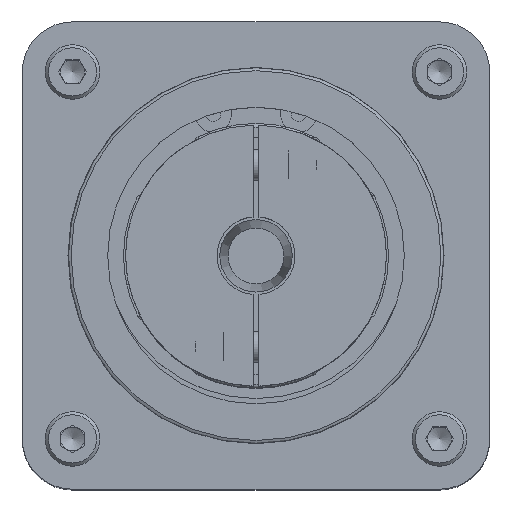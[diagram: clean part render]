
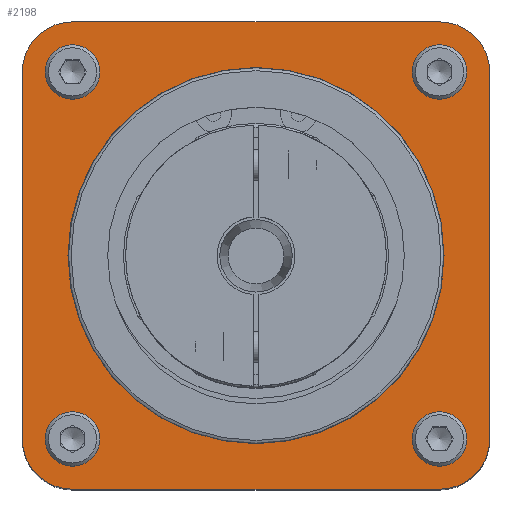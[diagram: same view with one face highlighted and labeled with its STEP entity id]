
A CAD part, top view. The second image highlights one B-rep face of the part: STEP entity #2198.
In plain terms, the highlighted planar face has unit normal (0, 0, 1).
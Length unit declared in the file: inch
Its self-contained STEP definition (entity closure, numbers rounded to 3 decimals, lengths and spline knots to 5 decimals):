
#61 = EDGE_LOOP ( 'NONE', ( #5339, #169, #5047, #5616, #11422, #6138, #3498, #3781 ) ) ;
#64 = DIRECTION ( 'NONE',  ( 0., 0., -1. ) ) ;
#97 = LINE ( 'NONE', #2810, #9307 ) ;
#141 = DIRECTION ( 'NONE',  ( -1., 0., 0. ) ) ;
#162 = DIRECTION ( 'NONE',  ( 0., 0., 1. ) ) ;
#169 = ORIENTED_EDGE ( 'NONE', *, *, #7243, .F. ) ;
#359 = AXIS2_PLACEMENT_3D ( 'NONE', #5218, #7994, #8825 ) ;
#376 = EDGE_CURVE ( 'NONE', #1266, #4729, #11442, .T. ) ;
#586 = CIRCLE ( 'NONE', #5269, 0.07875 ) ;
#719 = CIRCLE ( 'NONE', #7529, 0.07875 ) ;
#816 = CARTESIAN_POINT ( 'NONE',  ( 1.1811, 0.9311, 2.5256 ) ) ;
#849 = CARTESIAN_POINT ( 'NONE',  ( 1.1811, 1.1811, 2.5256 ) ) ;
#930 = DIRECTION ( 'NONE',  ( -1., 0., 0. ) ) ;
#992 = CARTESIAN_POINT ( 'NONE',  ( 0.9311, -1.1811, 2.5256 ) ) ;
#993 = VECTOR ( 'NONE', #3561, 39.37008 ) ;
#1079 = CARTESIAN_POINT ( 'NONE',  ( 0.9311, -0.9311, 2.5256 ) ) ;
#1086 = EDGE_CURVE ( 'NONE', #2957, #10297, #5624, .T. ) ;
#1249 = CARTESIAN_POINT ( 'NONE',  ( 1.00669, -0.92794, 2.5256 ) ) ;
#1266 = VERTEX_POINT ( 'NONE', #9785 ) ;
#1479 = CIRCLE ( 'NONE', #2795, 0.951 ) ;
#1516 = DIRECTION ( 'NONE',  ( -1., 0., 0. ) ) ;
#1524 = EDGE_CURVE ( 'NONE', #3800, #3800, #1479, .T. ) ;
#1620 = FACE_OUTER_BOUND ( 'NONE', #61, .T. ) ;
#1651 = DIRECTION ( 'NONE',  ( 0., 0., -1. ) ) ;
#1964 = CARTESIAN_POINT ( 'NONE',  ( -0.92794, -1.00669, 2.5256 ) ) ;
#2198 = ADVANCED_FACE ( 'NONE', ( #2390, #1620, #2626, #5044, #11362, #10713 ), #5160, .F. ) ;
#2212 = AXIS2_PLACEMENT_3D ( 'NONE', #9030, #5182, #930 ) ;
#2390 = FACE_BOUND ( 'NONE', #5490, .T. ) ;
#2626 = FACE_BOUND ( 'NONE', #5155, .T. ) ;
#2795 = AXIS2_PLACEMENT_3D ( 'NONE', #8260, #162, #3761 ) ;
#2810 = CARTESIAN_POINT ( 'NONE',  ( -1.1811, -1.1811, 2.5256 ) ) ;
#2908 = CARTESIAN_POINT ( 'NONE',  ( 0.9311, 1.1811, 2.5256 ) ) ;
#2920 = DIRECTION ( 'NONE',  ( 0., 0., -1. ) ) ;
#2957 = VERTEX_POINT ( 'NONE', #10289 ) ;
#3029 = CIRCLE ( 'NONE', #6795, 0.25 ) ;
#3434 = VECTOR ( 'NONE', #7510, 39.37008 ) ;
#3498 = ORIENTED_EDGE ( 'NONE', *, *, #6672, .F. ) ;
#3561 = DIRECTION ( 'NONE',  ( 0., -1., 0. ) ) ;
#3664 = DIRECTION ( 'NONE',  ( -1., 0., 0. ) ) ;
#3761 = DIRECTION ( 'NONE',  ( 1., 0., 0. ) ) ;
#3781 = ORIENTED_EDGE ( 'NONE', *, *, #1086, .F. ) ;
#3800 = VERTEX_POINT ( 'NONE', #8469 ) ;
#3899 = CARTESIAN_POINT ( 'NONE',  ( 1.1811, -1.1811, 2.5256 ) ) ;
#4729 = VERTEX_POINT ( 'NONE', #9399 ) ;
#4880 = AXIS2_PLACEMENT_3D ( 'NONE', #9845, #7011, #8205 ) ;
#5009 = DIRECTION ( 'NONE',  ( 0., 1., 0. ) ) ;
#5044 = FACE_BOUND ( 'NONE', #7818, .T. ) ;
#5047 = ORIENTED_EDGE ( 'NONE', *, *, #11637, .F. ) ;
#5155 = EDGE_LOOP ( 'NONE', ( #6207 ) ) ;
#5160 = PLANE ( 'NONE',  #359 ) ;
#5182 = DIRECTION ( 'NONE',  ( 0., 0., -1. ) ) ;
#5218 = CARTESIAN_POINT ( 'NONE',  ( -1.1811, 1.1811, 2.5256 ) ) ;
#5269 = AXIS2_PLACEMENT_3D ( 'NONE', #7729, #1651, #10563 ) ;
#5292 = CARTESIAN_POINT ( 'NONE',  ( 1.1811, -0.9311, 2.5256 ) ) ;
#5339 = ORIENTED_EDGE ( 'NONE', *, *, #7668, .F. ) ;
#5490 = EDGE_LOOP ( 'NONE', ( #7076 ) ) ;
#5616 = ORIENTED_EDGE ( 'NONE', *, *, #11649, .F. ) ;
#5624 = CIRCLE ( 'NONE', #9015, 0.25 ) ;
#5790 = LINE ( 'NONE', #3899, #3434 ) ;
#6138 = ORIENTED_EDGE ( 'NONE', *, *, #376, .F. ) ;
#6207 = ORIENTED_EDGE ( 'NONE', *, *, #7940, .T. ) ;
#6321 = VERTEX_POINT ( 'NONE', #992 ) ;
#6616 = VERTEX_POINT ( 'NONE', #5292 ) ;
#6672 = EDGE_CURVE ( 'NONE', #10297, #1266, #97, .T. ) ;
#6795 = AXIS2_PLACEMENT_3D ( 'NONE', #1079, #2920, #9180 ) ;
#7011 = DIRECTION ( 'NONE',  ( 0., 0., -1. ) ) ;
#7076 = ORIENTED_EDGE ( 'NONE', *, *, #1524, .F. ) ;
#7093 = ORIENTED_EDGE ( 'NONE', *, *, #8199, .T. ) ;
#7243 = EDGE_CURVE ( 'NONE', #6616, #6321, #3029, .T. ) ;
#7355 = DIRECTION ( 'NONE',  ( 0., 1., 0. ) ) ;
#7357 = EDGE_LOOP ( 'NONE', ( #11017 ) ) ;
#7510 = DIRECTION ( 'NONE',  ( -1., 0., 0. ) ) ;
#7529 = AXIS2_PLACEMENT_3D ( 'NONE', #8152, #64, #3664 ) ;
#7571 = VERTEX_POINT ( 'NONE', #2908 ) ;
#7659 = CARTESIAN_POINT ( 'NONE',  ( 0.92794, 0.92794, 2.5256 ) ) ;
#7662 = CARTESIAN_POINT ( 'NONE',  ( -0.9311, -0.9311, 2.5256 ) ) ;
#7668 = EDGE_CURVE ( 'NONE', #6321, #2957, #5790, .T. ) ;
#7729 = CARTESIAN_POINT ( 'NONE',  ( 0.92794, -0.92794, 2.5256 ) ) ;
#7818 = EDGE_LOOP ( 'NONE', ( #7093 ) ) ;
#7825 = DIRECTION ( 'NONE',  ( 0., 0., -1. ) ) ;
#7828 = EDGE_CURVE ( 'NONE', #8285, #8285, #586, .T. ) ;
#7940 = EDGE_CURVE ( 'NONE', #9168, #9168, #719, .T. ) ;
#7994 = DIRECTION ( 'NONE',  ( 0., 0., -1. ) ) ;
#8152 = CARTESIAN_POINT ( 'NONE',  ( -0.92794, 0.92794, 2.5256 ) ) ;
#8199 = EDGE_CURVE ( 'NONE', #10106, #10106, #9970, .T. ) ;
#8205 = DIRECTION ( 'NONE',  ( 0., -1., 0. ) ) ;
#8213 = VERTEX_POINT ( 'NONE', #816 ) ;
#8235 = DIRECTION ( 'NONE',  ( 0., 0., -1. ) ) ;
#8241 = ORIENTED_EDGE ( 'NONE', *, *, #10871, .T. ) ;
#8260 = CARTESIAN_POINT ( 'NONE',  ( 0., 0., 2.5256 ) ) ;
#8285 = VERTEX_POINT ( 'NONE', #1249 ) ;
#8298 = CARTESIAN_POINT ( 'NONE',  ( 0.9311, 0.9311, 2.5256 ) ) ;
#8417 = CARTESIAN_POINT ( 'NONE',  ( -1.1811, -0.9311, 2.5256 ) ) ;
#8447 = DIRECTION ( 'NONE',  ( 0., 0., -1. ) ) ;
#8469 = CARTESIAN_POINT ( 'NONE',  ( 0.951, 0., 2.5256 ) ) ;
#8628 = VERTEX_POINT ( 'NONE', #11391 ) ;
#8825 = DIRECTION ( 'NONE',  ( -1., 0., 0. ) ) ;
#8946 = LINE ( 'NONE', #849, #993 ) ;
#9015 = AXIS2_PLACEMENT_3D ( 'NONE', #7662, #8447, #1516 ) ;
#9030 = CARTESIAN_POINT ( 'NONE',  ( -0.9311, 0.9311, 2.5256 ) ) ;
#9168 = VERTEX_POINT ( 'NONE', #10996 ) ;
#9180 = DIRECTION ( 'NONE',  ( -1., 0., 0. ) ) ;
#9307 = VECTOR ( 'NONE', #7355, 39.37008 ) ;
#9399 = CARTESIAN_POINT ( 'NONE',  ( -0.9311, 1.1811, 2.5256 ) ) ;
#9464 = CIRCLE ( 'NONE', #10034, 0.07875 ) ;
#9627 = EDGE_LOOP ( 'NONE', ( #8241 ) ) ;
#9637 = VECTOR ( 'NONE', #11491, 39.37008 ) ;
#9785 = CARTESIAN_POINT ( 'NONE',  ( -1.1811, 0.9311, 2.5256 ) ) ;
#9845 = CARTESIAN_POINT ( 'NONE',  ( -0.92794, -0.92794, 2.5256 ) ) ;
#9970 = CIRCLE ( 'NONE', #4880, 0.07875 ) ;
#10034 = AXIS2_PLACEMENT_3D ( 'NONE', #7659, #7825, #5009 ) ;
#10106 = VERTEX_POINT ( 'NONE', #1964 ) ;
#10289 = CARTESIAN_POINT ( 'NONE',  ( -0.9311, -1.1811, 2.5256 ) ) ;
#10297 = VERTEX_POINT ( 'NONE', #8417 ) ;
#10414 = CIRCLE ( 'NONE', #10802, 0.25 ) ;
#10437 = LINE ( 'NONE', #11377, #9637 ) ;
#10563 = DIRECTION ( 'NONE',  ( 1., 0., 0. ) ) ;
#10713 = FACE_BOUND ( 'NONE', #9627, .T. ) ;
#10802 = AXIS2_PLACEMENT_3D ( 'NONE', #8298, #8235, #141 ) ;
#10871 = EDGE_CURVE ( 'NONE', #8628, #8628, #9464, .T. ) ;
#10974 = EDGE_CURVE ( 'NONE', #4729, #7571, #10437, .T. ) ;
#10996 = CARTESIAN_POINT ( 'NONE',  ( -1.00669, 0.92794, 2.5256 ) ) ;
#11017 = ORIENTED_EDGE ( 'NONE', *, *, #7828, .T. ) ;
#11362 = FACE_BOUND ( 'NONE', #7357, .T. ) ;
#11377 = CARTESIAN_POINT ( 'NONE',  ( -1.1811, 1.1811, 2.5256 ) ) ;
#11391 = CARTESIAN_POINT ( 'NONE',  ( 0.92794, 1.00669, 2.5256 ) ) ;
#11422 = ORIENTED_EDGE ( 'NONE', *, *, #10974, .F. ) ;
#11442 = CIRCLE ( 'NONE', #2212, 0.25 ) ;
#11491 = DIRECTION ( 'NONE',  ( 1., 0., 0. ) ) ;
#11637 = EDGE_CURVE ( 'NONE', #8213, #6616, #8946, .T. ) ;
#11649 = EDGE_CURVE ( 'NONE', #7571, #8213, #10414, .T. ) ;
